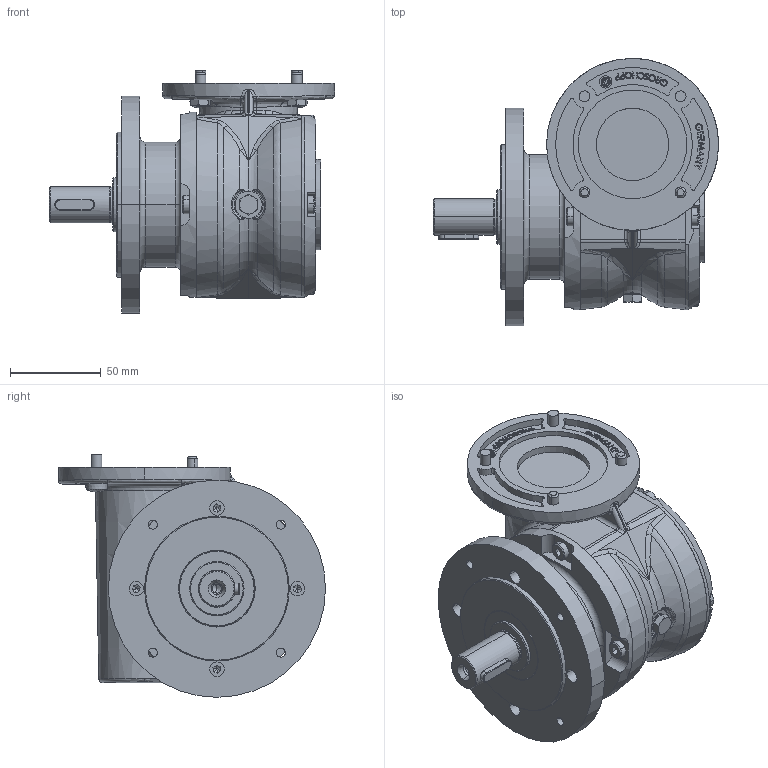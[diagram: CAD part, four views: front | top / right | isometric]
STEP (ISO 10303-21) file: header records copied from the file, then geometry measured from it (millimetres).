
FILE_DESCRIPTION (( 'STEP AP203' ), '1' );
FILE_NAME ('VE40-K-L-+-2521040000-+-2513498-9851_a_Bl.1v.1.STEP', '2018-03-28T12:12:22', ( '' ), ( '' ), 'SwSTEP 2.0', 'SolidWorks 2017', '' );
FILE_SCHEMA (( 'CONFIG_CONTROL_DESIGN' ));
Products named in the file (1): VE40-K-L-+-2521040000-+-2513498-9851_a_Bl.1v.1
Bounding box: 157.5 x 147.5 x 134 mm (x, y, z)
Volume: 1078717.1 mm3; surface area: 129666 mm2
Topology: 2 solids, 2 shells, 1234 faces, 3031 edges, 1875 vertices
Faces by surface type: plane 428, bspline 280, cylinder 228, cone 181, torus 84, sphere 33
Entity records: 48498 total; most frequent: CARTESIAN_POINT 21484, ORIENTED_EDGE 6014, DIRECTION 4993, EDGE_CURVE 3007, AXIS2_PLACEMENT_3D 1899, VERTEX_POINT 1874, EDGE_LOOP 1351, FACE_OUTER_BOUND 1234
